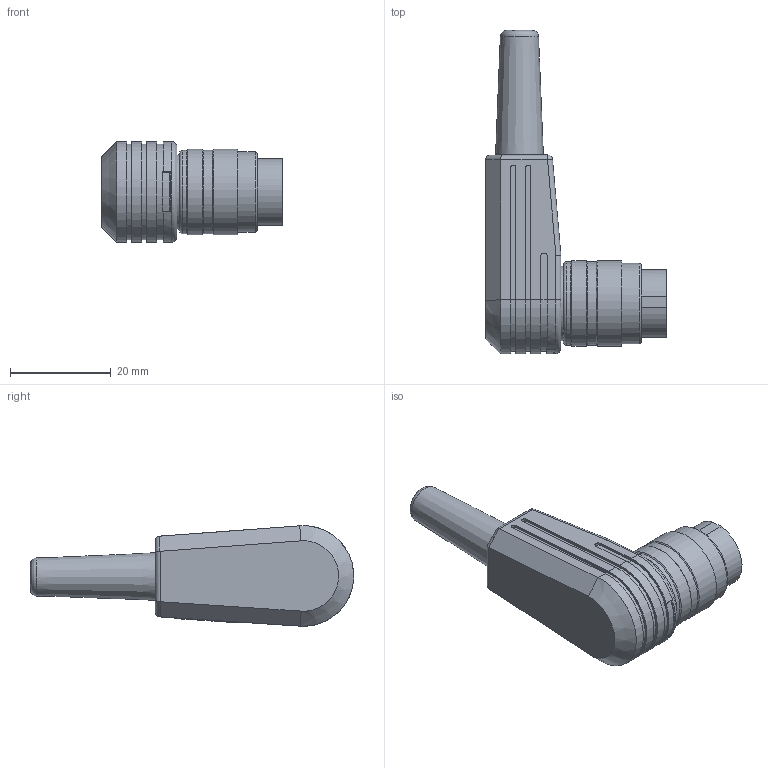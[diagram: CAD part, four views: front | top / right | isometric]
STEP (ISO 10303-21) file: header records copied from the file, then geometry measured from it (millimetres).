
FILE_DESCRIPTION(/* description */ (''),/* implementation_level */ '2;1');
FILE_NAME(/* name */ 't 3260 005 unxc001-01.stp',/* time_stamp */ '2019-07-08T15:14:19+02:00',/* author */ (''),/* organization */ (''),/* preprocessor_version */ 'ST-DEVELOPER v16.7',/* originating_system */ 'SIEMENS PLM Software NX 12.0',/* authorisation */ '');
FILE_SCHEMA (('AUTOMOTIVE_DESIGN { 1 0 10303 214 3 1 1 1 }'));
Length unit declared in the file: millimetre
Products named in the file (1): t 3260 005 unxc001-01
Bounding box: 36 x 64.28 x 19.95 mm (x, y, z)
Volume: 14050.9 mm3; surface area: 6214.3 mm2
Topology: 1 solids, 1 shells, 266 faces, 684 edges, 445 vertices
Faces by surface type: plane 172, cylinder 57, cone 16, bspline 13, extrusion 8
Full cylindrical faces by diameter (mm): 1.475 x3, 3 x1, 5 x1, 14.9 x1, 15.5 x1, 16 x1, 16.6 x2, 17 x2
Entity records: 8124 total; most frequent: CARTESIAN_POINT 1793, ORIENTED_EDGE 1252, DIRECTION 1250, EDGE_CURVE 626, VECTOR 444, LINE 436, VERTEX_POINT 425, AXIS2_PLACEMENT_3D 403
